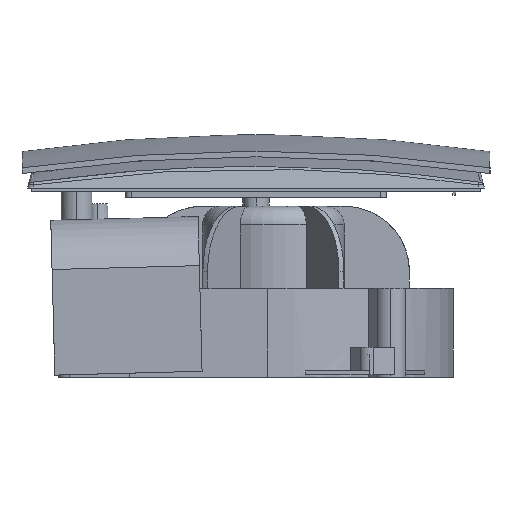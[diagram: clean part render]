
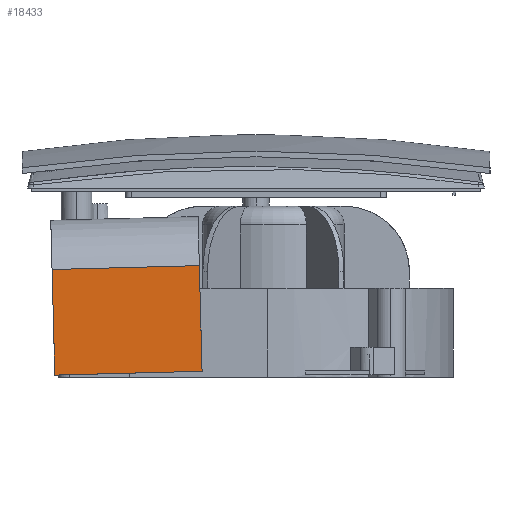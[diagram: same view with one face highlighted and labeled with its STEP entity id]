
A CAD part, left-side view. The second image highlights one B-rep face of the part: STEP entity #18433.
In plain terms, the highlighted planar face has unit normal (-1, 0, 0).
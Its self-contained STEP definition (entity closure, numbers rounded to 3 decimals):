
#567 = CARTESIAN_POINT ( 'NONE',  ( -112.625, 118.681, 19.725 ) ) ;
#576 = LINE ( 'NONE', #15436, #3259 ) ;
#1027 = CARTESIAN_POINT ( 'NONE',  ( -112.625, 39.708, 21.793 ) ) ;
#2208 = ORIENTED_EDGE ( 'NONE', *, *, #15955, .T. ) ;
#2512 = DIRECTION ( 'NONE',  ( 0., -1., 0.026 ) ) ;
#2750 = LINE ( 'NONE', #7980, #8648 ) ;
#3259 = VECTOR ( 'NONE', #23476, 1000. ) ;
#3318 = CARTESIAN_POINT ( 'NONE',  ( -112.625, 117.197, -36.936 ) ) ;
#5170 = ORIENTED_EDGE ( 'NONE', *, *, #20416, .T. ) ;
#5233 = CARTESIAN_POINT ( 'NONE',  ( -112.625, 38.224, -34.868 ) ) ;
#6530 = DIRECTION ( 'NONE',  ( 0., 0., 1. ) ) ;
#7117 = VERTEX_POINT ( 'NONE', #567 ) ;
#7600 = EDGE_CURVE ( 'NONE', #10491, #10865, #22412, .T. ) ;
#7900 = DIRECTION ( 'NONE',  ( 0., 0.026, 1. ) ) ;
#7980 = CARTESIAN_POINT ( 'NONE',  ( -112.625, 38.224, -34.868 ) ) ;
#8648 = VECTOR ( 'NONE', #7900, 1000. ) ;
#9698 = PLANE ( 'NONE',  #16832 ) ;
#9957 = VERTEX_POINT ( 'NONE', #1027 ) ;
#10327 = ORIENTED_EDGE ( 'NONE', *, *, #7600, .T. ) ;
#10491 = VERTEX_POINT ( 'NONE', #3318 ) ;
#10865 = VERTEX_POINT ( 'NONE', #5233 ) ;
#11164 = VECTOR ( 'NONE', #13633, 1000. ) ;
#11903 = CARTESIAN_POINT ( 'NONE',  ( -112.625, 118.681, 19.725 ) ) ;
#13160 = EDGE_CURVE ( 'NONE', #7117, #10491, #18272, .T. ) ;
#13633 = DIRECTION ( 'NONE',  ( 0., -0.026, -1. ) ) ;
#13676 = EDGE_LOOP ( 'NONE', ( #22238, #10327, #2208, #5170 ) ) ;
#15436 = CARTESIAN_POINT ( 'NONE',  ( -112.625, 109.684, 19.961 ) ) ;
#15955 = EDGE_CURVE ( 'NONE', #10865, #9957, #2750, .T. ) ;
#15978 = CARTESIAN_POINT ( 'NONE',  ( -112.625, 117.197, -36.936 ) ) ;
#16832 = AXIS2_PLACEMENT_3D ( 'NONE', #19251, #22981, #6530 ) ;
#17372 = VECTOR ( 'NONE', #2512, 1000. ) ;
#18272 = LINE ( 'NONE', #11903, #11164 ) ;
#18433 = ADVANCED_FACE ( 'NONE', ( #24265 ), #9698, .T. ) ;
#19251 = CARTESIAN_POINT ( 'NONE',  ( -112.625, 109.684, 19.961 ) ) ;
#20416 = EDGE_CURVE ( 'NONE', #9957, #7117, #576, .T. ) ;
#22238 = ORIENTED_EDGE ( 'NONE', *, *, #13160, .T. ) ;
#22412 = LINE ( 'NONE', #15978, #17372 ) ;
#22981 = DIRECTION ( 'NONE',  ( -1., 0., 0. ) ) ;
#23476 = DIRECTION ( 'NONE',  ( 0., 1., -0.026 ) ) ;
#24265 = FACE_OUTER_BOUND ( 'NONE', #13676, .T. ) ;
